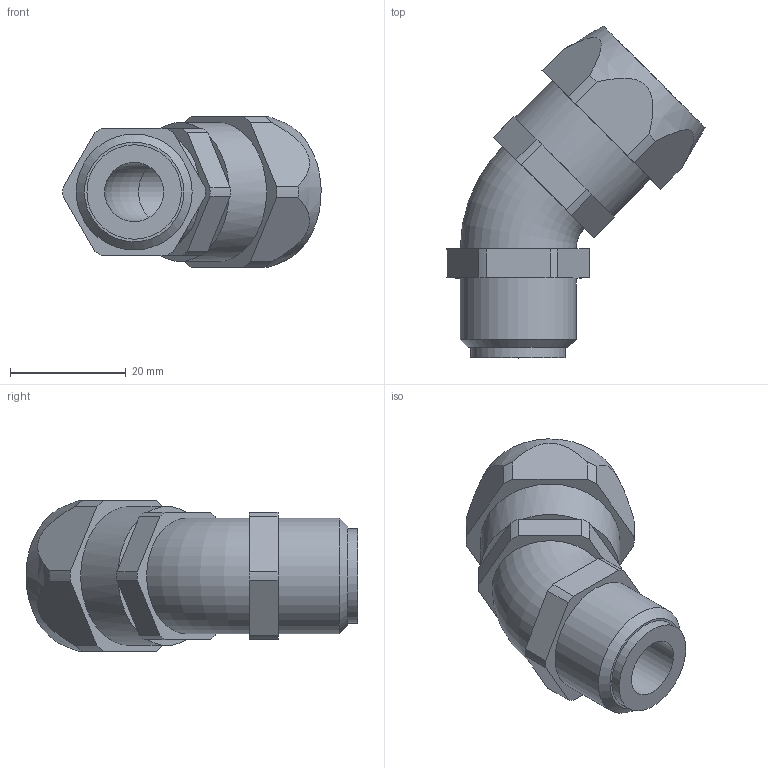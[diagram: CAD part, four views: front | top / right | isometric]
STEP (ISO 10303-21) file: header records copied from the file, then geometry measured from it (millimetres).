
FILE_DESCRIPTION( ( 'STEP AP203' ), '1' );
FILE_NAME( 'FLEXA EW 45-M 0609.000.020.stp', '2020-03-11T10:02:55', ( '' ), ( '' ), ' ', 'PARTsolutions', ' ' );
FILE_SCHEMA( ( 'CONFIG_CONTROL_DESIGN' ) );
Length unit declared in the file: millimetre
Products named in the file (1): _FLEXA EW 45-M 0609.000.020
Bounding box: 44.56 x 57.29 x 26 mm (x, y, z)
Volume: 18488.7 mm3; surface area: 7142.9 mm2
Topology: 1 solids, 1 shells, 68 faces, 164 edges, 105 vertices
Faces by surface type: plane 39, cylinder 25, cone 2, torus 2
Full cylindrical faces by diameter (mm): 10.2 x2, 12.2 x1, 16.3 x1, 18 x1, 20 x1, 24 x1
Entity records: 2112 total; most frequent: CARTESIAN_POINT 497, DIRECTION 346, ORIENTED_EDGE 298, EDGE_CURVE 149, AXIS2_PLACEMENT_3D 134, VERTEX_POINT 101, EDGE_LOOP 88, LINE 78
